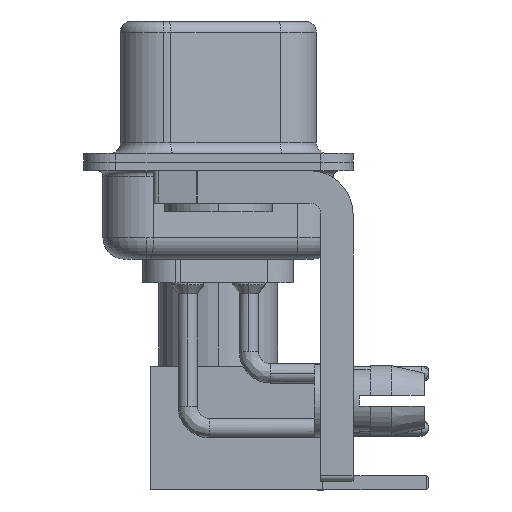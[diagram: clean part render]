
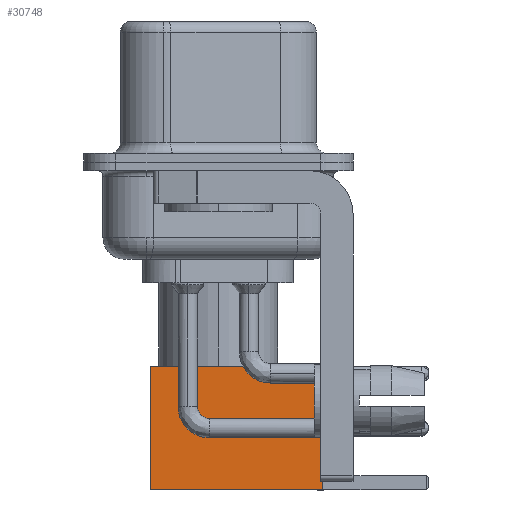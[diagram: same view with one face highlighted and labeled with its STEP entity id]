
A CAD part, left-side view. The second image highlights one B-rep face of the part: STEP entity #30748.
In plain terms, the highlighted face is planar.
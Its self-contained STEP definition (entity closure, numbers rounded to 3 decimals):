
#1167 = VECTOR ( 'NONE', #15422, 1000. ) ;
#2862 = CARTESIAN_POINT ( 'NONE',  ( 0., 2.875, 8. ) ) ;
#4185 = CARTESIAN_POINT ( 'NONE',  ( -2.875, 2.875, 0. ) ) ;
#5448 = LINE ( 'NONE', #28271, #16700 ) ;
#5904 = DIRECTION ( 'NONE',  ( 0., 0., 1. ) ) ;
#6426 = EDGE_CURVE ( 'NONE', #6516, #19042, #7925, .T. ) ;
#6516 = VERTEX_POINT ( 'NONE', #23247 ) ;
#7134 = DIRECTION ( 'NONE',  ( -1., 0., 0. ) ) ;
#7925 = LINE ( 'NONE', #2862, #1167 ) ;
#8366 = CARTESIAN_POINT ( 'NONE',  ( 2.875, 2.875, 0. ) ) ;
#8396 = DIRECTION ( 'NONE',  ( 0., 0., -1. ) ) ;
#9746 = VECTOR ( 'NONE', #18857, 1000. ) ;
#10177 = CARTESIAN_POINT ( 'NONE',  ( 0., 2.875, 0. ) ) ;
#14420 = EDGE_CURVE ( 'NONE', #19042, #30368, #23924, .T. ) ;
#15422 = DIRECTION ( 'NONE',  ( -1., 0., 0. ) ) ;
#16700 = VECTOR ( 'NONE', #8396, 1000. ) ;
#18857 = DIRECTION ( 'NONE',  ( 0., 0., -1. ) ) ;
#19042 = VERTEX_POINT ( 'NONE', #31840 ) ;
#19762 = EDGE_CURVE ( 'NONE', #29775, #30368, #21798, .T. ) ;
#19945 = EDGE_CURVE ( 'NONE', #6516, #29775, #5448, .T. ) ;
#20742 = FACE_OUTER_BOUND ( 'NONE', #26822, .T. ) ;
#21798 = LINE ( 'NONE', #10177, #28685 ) ;
#21887 = ORIENTED_EDGE ( 'NONE', *, *, #14420, .F. ) ;
#22291 = ORIENTED_EDGE ( 'NONE', *, *, #19762, .T. ) ;
#23247 = CARTESIAN_POINT ( 'NONE',  ( 2.875, 2.875, 8. ) ) ;
#23924 = LINE ( 'NONE', #4185, #9746 ) ;
#24186 = ORIENTED_EDGE ( 'NONE', *, *, #6426, .F. ) ;
#24832 = ORIENTED_EDGE ( 'NONE', *, *, #19945, .T. ) ;
#26822 = EDGE_LOOP ( 'NONE', ( #24832, #22291, #21887, #24186 ) ) ;
#28238 = DIRECTION ( 'NONE',  ( 0., 1., 0. ) ) ;
#28271 = CARTESIAN_POINT ( 'NONE',  ( 2.875, 2.875, 0. ) ) ;
#28685 = VECTOR ( 'NONE', #7134, 1000. ) ;
#29775 = VERTEX_POINT ( 'NONE', #31887 ) ;
#30368 = VERTEX_POINT ( 'NONE', #32017 ) ;
#30697 = PLANE ( 'NONE',  #32036 ) ;
#30748 = ADVANCED_FACE ( 'NONE', ( #20742 ), #30697, .T. ) ;
#31840 = CARTESIAN_POINT ( 'NONE',  ( -2.875, 2.875, 8. ) ) ;
#31887 = CARTESIAN_POINT ( 'NONE',  ( 2.875, 2.875, 0. ) ) ;
#32017 = CARTESIAN_POINT ( 'NONE',  ( -2.875, 2.875, 0. ) ) ;
#32036 = AXIS2_PLACEMENT_3D ( 'NONE', #8366, #28238, #5904 ) ;
